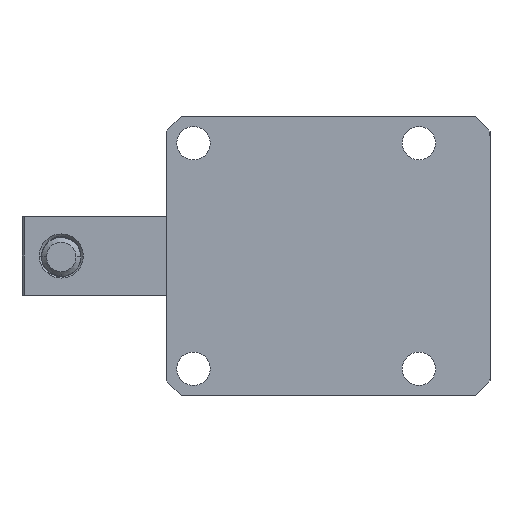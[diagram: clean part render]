
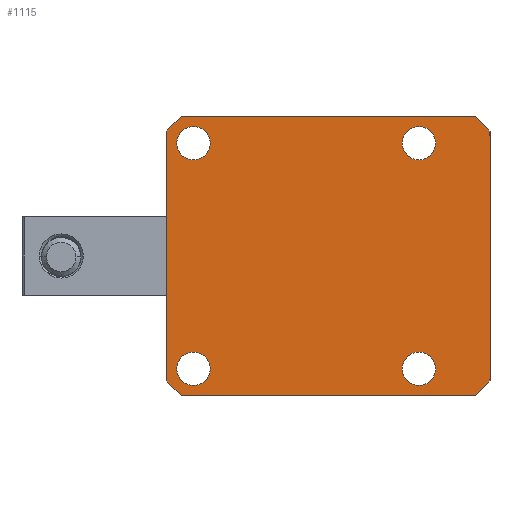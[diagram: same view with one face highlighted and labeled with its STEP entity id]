
A CAD part, front view. The second image highlights one B-rep face of the part: STEP entity #1115.
In plain terms, the highlighted planar face has unit normal (0, -1, 0).
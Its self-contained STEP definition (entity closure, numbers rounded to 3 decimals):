
#7 = CARTESIAN_POINT ( 'NONE',  ( -400.549, 141.613, -28.5 ) ) ;
#119 = CARTESIAN_POINT ( 'NONE',  ( -397.549, 141.613, -25.5 ) ) ;
#255 = CARTESIAN_POINT ( 'NONE',  ( -458.049, 141.613, -26.4 ) ) ;
#277 = ORIENTED_EDGE ( 'NONE', *, *, #5623, .T. ) ;
#287 = EDGE_CURVE ( 'NONE', #6621, #9366, #11446, .T. ) ;
#342 = VECTOR ( 'NONE', #11928, 1000. ) ;
#376 = LINE ( 'NONE', #7, #342 ) ;
#458 = DIRECTION ( 'NONE',  ( 0.707, 0., -0.707 ) ) ;
#712 = CARTESIAN_POINT ( 'NONE',  ( -460.549, 141.613, 28.5 ) ) ;
#759 = DIRECTION ( 'NONE',  ( -0.707, 0., -0.707 ) ) ;
#963 = AXIS2_PLACEMENT_3D ( 'NONE', #10258, #10173, #10122 ) ;
#1115 = ADVANCED_FACE ( 'NONE', ( #7529, #7512, #7495, #7473, #9832 ), #4879, .T. ) ;
#1234 = EDGE_CURVE ( 'NONE', #10390, #3125, #7150, .T. ) ;
#1314 = VERTEX_POINT ( 'NONE', #9623 ) ;
#1351 = CARTESIAN_POINT ( 'NONE',  ( -458.049, 141.613, 23. ) ) ;
#1550 = CARTESIAN_POINT ( 'NONE',  ( -463.549, 141.613, -25.5 ) ) ;
#1590 = DIRECTION ( 'NONE',  ( 0., 0., 1. ) ) ;
#1632 = DIRECTION ( 'NONE',  ( 0., 1., 0. ) ) ;
#1660 = DIRECTION ( 'NONE',  ( 0., 0., 1. ) ) ;
#1703 = CARTESIAN_POINT ( 'NONE',  ( -397.549, 141.613, -28.5 ) ) ;
#1881 = EDGE_CURVE ( 'NONE', #7437, #8085, #9973, .T. ) ;
#1939 = CARTESIAN_POINT ( 'NONE',  ( -412.049, 141.613, 19.6 ) ) ;
#2014 = EDGE_CURVE ( 'NONE', #7604, #1314, #3580, .T. ) ;
#2417 = VERTEX_POINT ( 'NONE', #10621 ) ;
#2632 = AXIS2_PLACEMENT_3D ( 'NONE', #12251, #12126, #11591 ) ;
#2635 = LINE ( 'NONE', #1703, #2649 ) ;
#2649 = VECTOR ( 'NONE', #1660, 1000. ) ;
#2679 = ORIENTED_EDGE ( 'NONE', *, *, #8689, .T. ) ;
#2752 = CARTESIAN_POINT ( 'NONE',  ( -397.549, 141.613, 25.5 ) ) ;
#2773 = VECTOR ( 'NONE', #458, 1000. ) ;
#2814 = LINE ( 'NONE', #1550, #2773 ) ;
#2911 = EDGE_CURVE ( 'NONE', #8085, #11725, #376, .T. ) ;
#2922 = VECTOR ( 'NONE', #759, 1000. ) ;
#2923 = LINE ( 'NONE', #712, #2922 ) ;
#2975 = AXIS2_PLACEMENT_3D ( 'NONE', #5102, #5424, #5456 ) ;
#3048 = EDGE_CURVE ( 'NONE', #7715, #12672, #12386, .T. ) ;
#3116 = EDGE_CURVE ( 'NONE', #3125, #10390, #12230, .T. ) ;
#3125 = VERTEX_POINT ( 'NONE', #9469 ) ;
#3398 = CIRCLE ( 'NONE', #2632, 3.4 ) ;
#3530 = ORIENTED_EDGE ( 'NONE', *, *, #2014, .T. ) ;
#3558 = EDGE_LOOP ( 'NONE', ( #2679, #3530 ) ) ;
#3580 = CIRCLE ( 'NONE', #5610, 3.4 ) ;
#3705 = ORIENTED_EDGE ( 'NONE', *, *, #9622, .T. ) ;
#3787 = CARTESIAN_POINT ( 'NONE',  ( -412.049, 141.613, -23. ) ) ;
#3826 = VERTEX_POINT ( 'NONE', #2752 ) ;
#4029 = VECTOR ( 'NONE', #9138, 1000. ) ;
#4031 = EDGE_LOOP ( 'NONE', ( #6955, #9484 ) ) ;
#4103 = CIRCLE ( 'NONE', #7267, 3.4 ) ;
#4226 = EDGE_CURVE ( 'NONE', #12055, #2417, #8380, .T. ) ;
#4296 = AXIS2_PLACEMENT_3D ( 'NONE', #12008, #11877, #11846 ) ;
#4650 = ORIENTED_EDGE ( 'NONE', *, *, #3048, .T. ) ;
#4661 = ORIENTED_EDGE ( 'NONE', *, *, #1881, .T. ) ;
#4781 = DIRECTION ( 'NONE',  ( 0., 0., 1. ) ) ;
#4879 = PLANE ( 'NONE',  #2975 ) ;
#5102 = CARTESIAN_POINT ( 'NONE',  ( -463.549, 141.613, -28.5 ) ) ;
#5414 = EDGE_CURVE ( 'NONE', #12672, #7715, #3398, .T. ) ;
#5424 = DIRECTION ( 'NONE',  ( 0., -1., 0. ) ) ;
#5456 = DIRECTION ( 'NONE',  ( 0., 0., -1. ) ) ;
#5499 = CARTESIAN_POINT ( 'NONE',  ( -458.049, 141.613, 19.6 ) ) ;
#5610 = AXIS2_PLACEMENT_3D ( 'NONE', #1351, #1632, #1590 ) ;
#5623 = EDGE_CURVE ( 'NONE', #9507, #6621, #2923, .T. ) ;
#5652 = EDGE_CURVE ( 'NONE', #9366, #7437, #2814, .T. ) ;
#5723 = DIRECTION ( 'NONE',  ( -0.707, 0., 0.707 ) ) ;
#6211 = DIRECTION ( 'NONE',  ( 0., 0., 1. ) ) ;
#6273 = DIRECTION ( 'NONE',  ( 0., 1., 0. ) ) ;
#6284 = DIRECTION ( 'NONE',  ( 1., 0., 0. ) ) ;
#6353 = AXIS2_PLACEMENT_3D ( 'NONE', #8190, #8241, #8320 ) ;
#6360 = CARTESIAN_POINT ( 'NONE',  ( -458.049, 141.613, 23. ) ) ;
#6364 = ORIENTED_EDGE ( 'NONE', *, *, #4226, .T. ) ;
#6426 = CARTESIAN_POINT ( 'NONE',  ( -463.549, 141.613, -25.5 ) ) ;
#6461 = VERTEX_POINT ( 'NONE', #9975 ) ;
#6534 = CARTESIAN_POINT ( 'NONE',  ( -400.549, 141.613, -28.5 ) ) ;
#6621 = VERTEX_POINT ( 'NONE', #8276 ) ;
#6753 = VECTOR ( 'NONE', #6284, 1000. ) ;
#6864 = CARTESIAN_POINT ( 'NONE',  ( -460.549, 141.613, 28.5 ) ) ;
#6889 = CARTESIAN_POINT ( 'NONE',  ( -463.549, 141.613, -28.5 ) ) ;
#6896 = LINE ( 'NONE', #6864, #6753 ) ;
#6955 = ORIENTED_EDGE ( 'NONE', *, *, #3116, .T. ) ;
#7141 = EDGE_LOOP ( 'NONE', ( #6364, #3705 ) ) ;
#7150 = CIRCLE ( 'NONE', #6353, 3.4 ) ;
#7206 = EDGE_LOOP ( 'NONE', ( #4661, #7502, #10192, #8710, #9697, #277, #12649, #12089 ) ) ;
#7267 = AXIS2_PLACEMENT_3D ( 'NONE', #6360, #6273, #6211 ) ;
#7387 = EDGE_CURVE ( 'NONE', #3826, #6461, #9571, .T. ) ;
#7437 = VERTEX_POINT ( 'NONE', #9265 ) ;
#7458 = DIRECTION ( 'NONE',  ( 0., 0., -1. ) ) ;
#7473 = FACE_BOUND ( 'NONE', #7141, .T. ) ;
#7495 = FACE_BOUND ( 'NONE', #7728, .T. ) ;
#7502 = ORIENTED_EDGE ( 'NONE', *, *, #2911, .T. ) ;
#7512 = FACE_BOUND ( 'NONE', #3558, .T. ) ;
#7529 = FACE_OUTER_BOUND ( 'NONE', #7206, .T. ) ;
#7604 = VERTEX_POINT ( 'NONE', #5499 ) ;
#7715 = VERTEX_POINT ( 'NONE', #1939 ) ;
#7728 = EDGE_LOOP ( 'NONE', ( #12630, #4650 ) ) ;
#8085 = VERTEX_POINT ( 'NONE', #6534 ) ;
#8086 = EDGE_CURVE ( 'NONE', #9507, #6461, #6896, .T. ) ;
#8190 = CARTESIAN_POINT ( 'NONE',  ( -458.049, 141.613, -23. ) ) ;
#8241 = DIRECTION ( 'NONE',  ( 0., 1., 0. ) ) ;
#8276 = CARTESIAN_POINT ( 'NONE',  ( -463.549, 141.613, 25.5 ) ) ;
#8320 = DIRECTION ( 'NONE',  ( 0., 0., 1. ) ) ;
#8380 = CIRCLE ( 'NONE', #963, 3.4 ) ;
#8689 = EDGE_CURVE ( 'NONE', #1314, #7604, #4103, .T. ) ;
#8710 = ORIENTED_EDGE ( 'NONE', *, *, #7387, .T. ) ;
#8905 = AXIS2_PLACEMENT_3D ( 'NONE', #9706, #9671, #9555 ) ;
#8977 = EDGE_CURVE ( 'NONE', #11725, #3826, #2635, .T. ) ;
#9107 = CARTESIAN_POINT ( 'NONE',  ( -463.549, 141.613, -28.5 ) ) ;
#9138 = DIRECTION ( 'NONE',  ( 1., 0., 0. ) ) ;
#9265 = CARTESIAN_POINT ( 'NONE',  ( -460.549, 141.613, -28.5 ) ) ;
#9366 = VERTEX_POINT ( 'NONE', #6426 ) ;
#9447 = CARTESIAN_POINT ( 'NONE',  ( -460.549, 141.613, 28.5 ) ) ;
#9469 = CARTESIAN_POINT ( 'NONE',  ( -458.049, 141.613, -19.6 ) ) ;
#9484 = ORIENTED_EDGE ( 'NONE', *, *, #1234, .T. ) ;
#9507 = VERTEX_POINT ( 'NONE', #9447 ) ;
#9555 = DIRECTION ( 'NONE',  ( 0., 0., 1. ) ) ;
#9571 = LINE ( 'NONE', #10250, #9844 ) ;
#9622 = EDGE_CURVE ( 'NONE', #2417, #12055, #12426, .T. ) ;
#9623 = CARTESIAN_POINT ( 'NONE',  ( -458.049, 141.613, 26.4 ) ) ;
#9671 = DIRECTION ( 'NONE',  ( 0., 1., 0. ) ) ;
#9697 = ORIENTED_EDGE ( 'NONE', *, *, #8086, .F. ) ;
#9706 = CARTESIAN_POINT ( 'NONE',  ( -458.049, 141.613, -23. ) ) ;
#9832 = FACE_BOUND ( 'NONE', #4031, .T. ) ;
#9844 = VECTOR ( 'NONE', #5723, 1000. ) ;
#9973 = LINE ( 'NONE', #9107, #4029 ) ;
#9975 = CARTESIAN_POINT ( 'NONE',  ( -400.549, 141.613, 28.5 ) ) ;
#10122 = DIRECTION ( 'NONE',  ( 0., 0., 1. ) ) ;
#10173 = DIRECTION ( 'NONE',  ( 0., 1., 0. ) ) ;
#10192 = ORIENTED_EDGE ( 'NONE', *, *, #8977, .T. ) ;
#10250 = CARTESIAN_POINT ( 'NONE',  ( -397.549, 141.613, 25.5 ) ) ;
#10258 = CARTESIAN_POINT ( 'NONE',  ( -412.049, 141.613, -23. ) ) ;
#10390 = VERTEX_POINT ( 'NONE', #255 ) ;
#10573 = DIRECTION ( 'NONE',  ( 0., 1., 0. ) ) ;
#10621 = CARTESIAN_POINT ( 'NONE',  ( -412.049, 141.613, -26.4 ) ) ;
#10978 = CARTESIAN_POINT ( 'NONE',  ( -412.049, 141.613, -19.6 ) ) ;
#11018 = VECTOR ( 'NONE', #7458, 1000. ) ;
#11446 = LINE ( 'NONE', #6889, #11018 ) ;
#11591 = DIRECTION ( 'NONE',  ( 0., 0., 1. ) ) ;
#11725 = VERTEX_POINT ( 'NONE', #119 ) ;
#11846 = DIRECTION ( 'NONE',  ( 0., 0., 1. ) ) ;
#11877 = DIRECTION ( 'NONE',  ( 0., 1., 0. ) ) ;
#11928 = DIRECTION ( 'NONE',  ( 0.707, 0., 0.707 ) ) ;
#12008 = CARTESIAN_POINT ( 'NONE',  ( -412.049, 141.613, 23. ) ) ;
#12055 = VERTEX_POINT ( 'NONE', #10978 ) ;
#12089 = ORIENTED_EDGE ( 'NONE', *, *, #5652, .T. ) ;
#12126 = DIRECTION ( 'NONE',  ( 0., 1., 0. ) ) ;
#12230 = CIRCLE ( 'NONE', #8905, 3.4 ) ;
#12251 = CARTESIAN_POINT ( 'NONE',  ( -412.049, 141.613, 23. ) ) ;
#12322 = CARTESIAN_POINT ( 'NONE',  ( -412.049, 141.613, 26.4 ) ) ;
#12386 = CIRCLE ( 'NONE', #4296, 3.4 ) ;
#12425 = AXIS2_PLACEMENT_3D ( 'NONE', #3787, #10573, #4781 ) ;
#12426 = CIRCLE ( 'NONE', #12425, 3.4 ) ;
#12630 = ORIENTED_EDGE ( 'NONE', *, *, #5414, .T. ) ;
#12649 = ORIENTED_EDGE ( 'NONE', *, *, #287, .T. ) ;
#12672 = VERTEX_POINT ( 'NONE', #12322 ) ;
